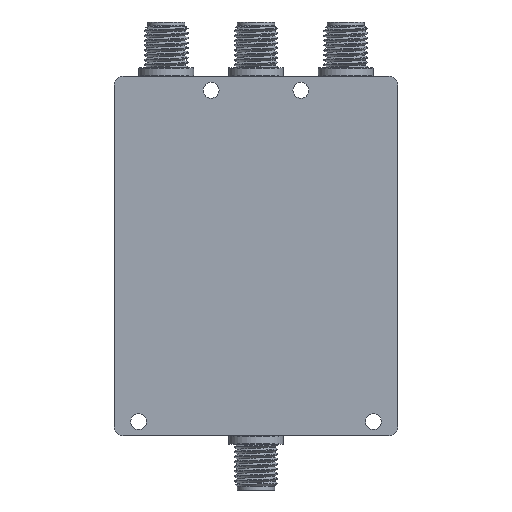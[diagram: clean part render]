
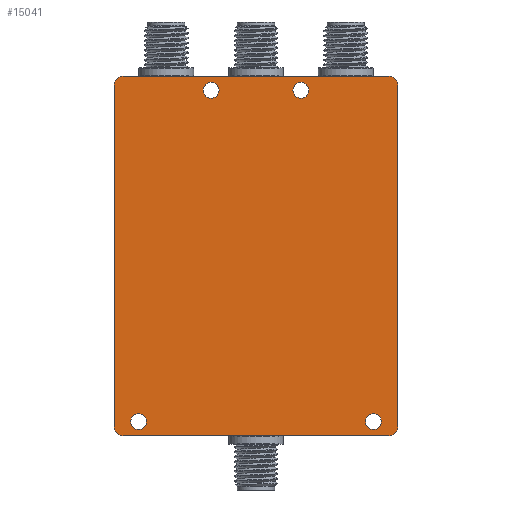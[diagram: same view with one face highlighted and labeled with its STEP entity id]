
A CAD part, front view. The second image highlights one B-rep face of the part: STEP entity #15041.
In plain terms, the highlighted planar face has unit normal (0, -1, 0).
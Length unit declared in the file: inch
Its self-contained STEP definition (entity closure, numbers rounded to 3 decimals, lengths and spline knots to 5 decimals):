
#86 = DIRECTION ( 'NONE',  ( 0., -1., 0. ) ) ;
#292 = VECTOR ( 'NONE', #1059, 39.37008 ) ;
#324 = EDGE_LOOP ( 'NONE', ( #9264, #10690, #8937, #15232, #3881, #19178, #14238, #3915 ) ) ;
#350 = VERTEX_POINT ( 'NONE', #16928 ) ;
#372 = CARTESIAN_POINT ( 'NONE',  ( -0.66929, -0.19685, -0.94488 ) ) ;
#514 = CARTESIAN_POINT ( 'NONE',  ( -0.80709, -0.19685, 1.02362 ) ) ;
#542 = CARTESIAN_POINT ( 'NONE',  ( 0.75709, -0.19685, -1.02362 ) ) ;
#568 = EDGE_CURVE ( 'NONE', #1564, #1564, #12701, .T. ) ;
#616 = DIRECTION ( 'NONE',  ( 0., 0., -1. ) ) ;
#737 = DIRECTION ( 'NONE',  ( 0., 1., 0. ) ) ;
#944 = FACE_BOUND ( 'NONE', #2863, .T. ) ;
#945 = CARTESIAN_POINT ( 'NONE',  ( 0.75709, -0.19685, -0.97362 ) ) ;
#993 = LINE ( 'NONE', #8151, #14368 ) ;
#1059 = DIRECTION ( 'NONE',  ( 0., 0., -1. ) ) ;
#1419 = VERTEX_POINT ( 'NONE', #19934 ) ;
#1426 = ORIENTED_EDGE ( 'NONE', *, *, #12334, .T. ) ;
#1564 = VERTEX_POINT ( 'NONE', #21188 ) ;
#2177 = ORIENTED_EDGE ( 'NONE', *, *, #568, .T. ) ;
#2364 = CARTESIAN_POINT ( 'NONE',  ( -0.75709, -0.19685, 0.97362 ) ) ;
#2713 = VERTEX_POINT ( 'NONE', #22577 ) ;
#2863 = EDGE_LOOP ( 'NONE', ( #19971 ) ) ;
#3049 = FACE_BOUND ( 'NONE', #5749, .T. ) ;
#3234 = DIRECTION ( 'NONE',  ( 0., -1., 0. ) ) ;
#3529 = CARTESIAN_POINT ( 'NONE',  ( -0.80709, -0.19685, 0.97362 ) ) ;
#3881 = ORIENTED_EDGE ( 'NONE', *, *, #18447, .F. ) ;
#3892 = VECTOR ( 'NONE', #14710, 39.37008 ) ;
#3915 = ORIENTED_EDGE ( 'NONE', *, *, #13705, .T. ) ;
#4024 = AXIS2_PLACEMENT_3D ( 'NONE', #945, #13254, #20551 ) ;
#4580 = LINE ( 'NONE', #17139, #292 ) ;
#4601 = VERTEX_POINT ( 'NONE', #15511 ) ;
#4694 = FACE_BOUND ( 'NONE', #16395, .T. ) ;
#4815 = DIRECTION ( 'NONE',  ( 0., 0., -1. ) ) ;
#5010 = AXIS2_PLACEMENT_3D ( 'NONE', #8902, #86, #16050 ) ;
#5244 = EDGE_LOOP ( 'NONE', ( #12963 ) ) ;
#5749 = EDGE_LOOP ( 'NONE', ( #1426 ) ) ;
#5772 = DIRECTION ( 'NONE',  ( 0., 0., 1. ) ) ;
#7420 = CARTESIAN_POINT ( 'NONE',  ( 0.80709, -0.19685, 0.97362 ) ) ;
#7535 = DIRECTION ( 'NONE',  ( 0., 1., 0. ) ) ;
#7561 = LINE ( 'NONE', #514, #3892 ) ;
#7895 = DIRECTION ( 'NONE',  ( 0., 0., 1. ) ) ;
#8005 = CARTESIAN_POINT ( 'NONE',  ( -0.75709, -0.19685, 1.02362 ) ) ;
#8151 = CARTESIAN_POINT ( 'NONE',  ( -0.80709, -0.19685, 1.02362 ) ) ;
#8281 = DIRECTION ( 'NONE',  ( 0., 1., 0. ) ) ;
#8902 = CARTESIAN_POINT ( 'NONE',  ( -0.75709, -0.19685, -0.97362 ) ) ;
#8937 = ORIENTED_EDGE ( 'NONE', *, *, #20582, .F. ) ;
#8955 = DIRECTION ( 'NONE',  ( 0., 0., 1. ) ) ;
#8960 = CIRCLE ( 'NONE', #20579, 0.04528 ) ;
#9264 = ORIENTED_EDGE ( 'NONE', *, *, #13747, .F. ) ;
#9496 = AXIS2_PLACEMENT_3D ( 'NONE', #372, #7535, #5772 ) ;
#9646 = CARTESIAN_POINT ( 'NONE',  ( 0.66929, -0.19685, -0.94488 ) ) ;
#9940 = CIRCLE ( 'NONE', #12175, 0.04528 ) ;
#10085 = CARTESIAN_POINT ( 'NONE',  ( 0., -0.19685, 0. ) ) ;
#10611 = CIRCLE ( 'NONE', #5010, 0.05 ) ;
#10690 = ORIENTED_EDGE ( 'NONE', *, *, #22529, .T. ) ;
#10911 = CARTESIAN_POINT ( 'NONE',  ( -0.75709, -0.19685, -1.02362 ) ) ;
#11162 = CARTESIAN_POINT ( 'NONE',  ( 0.66929, -0.19685, -0.89961 ) ) ;
#11831 = PLANE ( 'NONE',  #17069 ) ;
#12026 = CARTESIAN_POINT ( 'NONE',  ( 0.75709, -0.19685, 0.97362 ) ) ;
#12175 = AXIS2_PLACEMENT_3D ( 'NONE', #20613, #8281, #22491 ) ;
#12316 = CARTESIAN_POINT ( 'NONE',  ( 0.25591, -0.19685, 0.94488 ) ) ;
#12334 = EDGE_CURVE ( 'NONE', #16809, #16809, #8960, .T. ) ;
#12701 = CIRCLE ( 'NONE', #15718, 0.04528 ) ;
#12953 = EDGE_CURVE ( 'NONE', #18746, #14750, #17956, .T. ) ;
#12963 = ORIENTED_EDGE ( 'NONE', *, *, #18661, .T. ) ;
#13012 = CIRCLE ( 'NONE', #14161, 0.05 ) ;
#13254 = DIRECTION ( 'NONE',  ( 0., -1., 0. ) ) ;
#13569 = VERTEX_POINT ( 'NONE', #10911 ) ;
#13615 = CIRCLE ( 'NONE', #9496, 0.04528 ) ;
#13705 = EDGE_CURVE ( 'NONE', #22278, #350, #16388, .T. ) ;
#13747 = EDGE_CURVE ( 'NONE', #20862, #350, #4580, .T. ) ;
#13843 = DIRECTION ( 'NONE',  ( 0., -1., 0. ) ) ;
#14161 = AXIS2_PLACEMENT_3D ( 'NONE', #12026, #3234, #14252 ) ;
#14238 = ORIENTED_EDGE ( 'NONE', *, *, #16564, .F. ) ;
#14252 = DIRECTION ( 'NONE',  ( 0., 0., -1. ) ) ;
#14368 = VECTOR ( 'NONE', #8955, 39.37008 ) ;
#14710 = DIRECTION ( 'NONE',  ( 1., 0., 0. ) ) ;
#14750 = VERTEX_POINT ( 'NONE', #3529 ) ;
#15041 = ADVANCED_FACE ( 'NONE', ( #4694, #944, #3049, #22785, #15246 ), #11831, .T. ) ;
#15232 = ORIENTED_EDGE ( 'NONE', *, *, #12953, .T. ) ;
#15246 = FACE_OUTER_BOUND ( 'NONE', #324, .T. ) ;
#15511 = CARTESIAN_POINT ( 'NONE',  ( -0.66929, -0.19685, -0.89961 ) ) ;
#15630 = EDGE_CURVE ( 'NONE', #2713, #2713, #9940, .T. ) ;
#15718 = AXIS2_PLACEMENT_3D ( 'NONE', #12316, #22686, #19492 ) ;
#15896 = LINE ( 'NONE', #23080, #22344 ) ;
#16050 = DIRECTION ( 'NONE',  ( 0., 0., -1. ) ) ;
#16388 = CIRCLE ( 'NONE', #4024, 0.05 ) ;
#16395 = EDGE_LOOP ( 'NONE', ( #2177 ) ) ;
#16564 = EDGE_CURVE ( 'NONE', #22278, #13569, #15896, .T. ) ;
#16690 = DIRECTION ( 'NONE',  ( 0., -1., 0. ) ) ;
#16809 = VERTEX_POINT ( 'NONE', #11162 ) ;
#16928 = CARTESIAN_POINT ( 'NONE',  ( 0.80709, -0.19685, -0.97362 ) ) ;
#17069 = AXIS2_PLACEMENT_3D ( 'NONE', #10085, #13843, #4815 ) ;
#17139 = CARTESIAN_POINT ( 'NONE',  ( 0.80709, -0.19685, 1.02362 ) ) ;
#17956 = CIRCLE ( 'NONE', #20956, 0.05 ) ;
#18046 = EDGE_CURVE ( 'NONE', #22721, #13569, #10611, .T. ) ;
#18447 = EDGE_CURVE ( 'NONE', #22721, #14750, #993, .T. ) ;
#18661 = EDGE_CURVE ( 'NONE', #4601, #4601, #13615, .T. ) ;
#18746 = VERTEX_POINT ( 'NONE', #8005 ) ;
#19178 = ORIENTED_EDGE ( 'NONE', *, *, #18046, .T. ) ;
#19295 = CARTESIAN_POINT ( 'NONE',  ( -0.80709, -0.19685, -0.97362 ) ) ;
#19492 = DIRECTION ( 'NONE',  ( 0., 0., 1. ) ) ;
#19934 = CARTESIAN_POINT ( 'NONE',  ( 0.75709, -0.19685, 1.02362 ) ) ;
#19971 = ORIENTED_EDGE ( 'NONE', *, *, #15630, .T. ) ;
#20551 = DIRECTION ( 'NONE',  ( 0., 0., -1. ) ) ;
#20579 = AXIS2_PLACEMENT_3D ( 'NONE', #9646, #737, #7895 ) ;
#20582 = EDGE_CURVE ( 'NONE', #18746, #1419, #7561, .T. ) ;
#20613 = CARTESIAN_POINT ( 'NONE',  ( -0.25591, -0.19685, 0.94488 ) ) ;
#20862 = VERTEX_POINT ( 'NONE', #7420 ) ;
#20956 = AXIS2_PLACEMENT_3D ( 'NONE', #2364, #16690, #616 ) ;
#21188 = CARTESIAN_POINT ( 'NONE',  ( 0.25591, -0.19685, 0.99016 ) ) ;
#22278 = VERTEX_POINT ( 'NONE', #542 ) ;
#22344 = VECTOR ( 'NONE', #22848, 39.37008 ) ;
#22491 = DIRECTION ( 'NONE',  ( 0., 0., 1. ) ) ;
#22529 = EDGE_CURVE ( 'NONE', #20862, #1419, #13012, .T. ) ;
#22577 = CARTESIAN_POINT ( 'NONE',  ( -0.25591, -0.19685, 0.99016 ) ) ;
#22686 = DIRECTION ( 'NONE',  ( 0., 1., 0. ) ) ;
#22721 = VERTEX_POINT ( 'NONE', #19295 ) ;
#22785 = FACE_BOUND ( 'NONE', #5244, .T. ) ;
#22848 = DIRECTION ( 'NONE',  ( -1., 0., 0. ) ) ;
#23080 = CARTESIAN_POINT ( 'NONE',  ( -0.80709, -0.19685, -1.02362 ) ) ;
